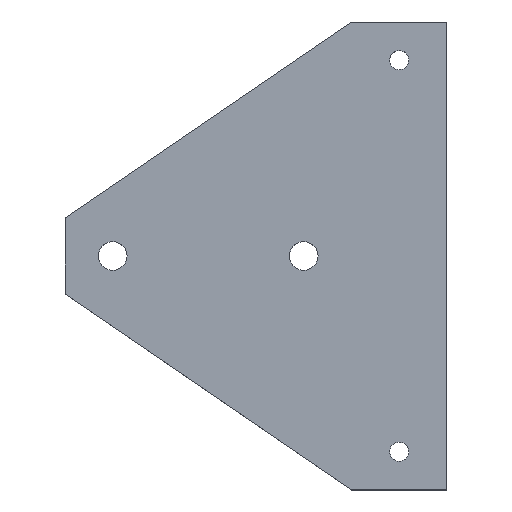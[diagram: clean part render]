
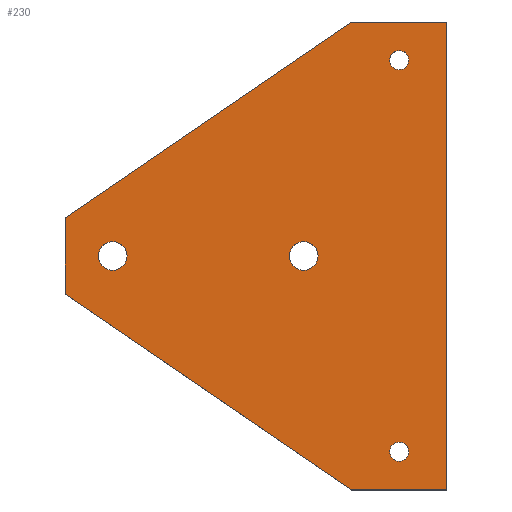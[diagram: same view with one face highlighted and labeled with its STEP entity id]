
A CAD part, top view. The second image highlights one B-rep face of the part: STEP entity #230.
In plain terms, the highlighted planar face has unit normal (0, 0, 1).
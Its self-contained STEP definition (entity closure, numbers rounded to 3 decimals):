
#20=CIRCLE('',#252,1.5);
#22=CIRCLE('',#255,1.);
#24=CIRCLE('',#258,1.);
#26=CIRCLE('',#261,1.5);
#56=ORIENTED_EDGE('',*,*,#96,.F.);
#57=ORIENTED_EDGE('',*,*,#106,.T.);
#58=ORIENTED_EDGE('',*,*,#86,.T.);
#59=ORIENTED_EDGE('',*,*,#90,.T.);
#60=ORIENTED_EDGE('',*,*,#93,.F.);
#61=ORIENTED_EDGE('',*,*,#107,.T.);
#62=ORIENTED_EDGE('',*,*,#102,.F.);
#63=ORIENTED_EDGE('',*,*,#100,.F.);
#64=ORIENTED_EDGE('',*,*,#98,.F.);
#65=ORIENTED_EDGE('',*,*,#104,.F.);
#86=EDGE_CURVE('',#113,#112,#132,.T.);
#90=EDGE_CURVE('',#112,#115,#136,.T.);
#93=EDGE_CURVE('',#117,#115,#139,.T.);
#96=EDGE_CURVE('',#120,#121,#142,.T.);
#98=EDGE_CURVE('',#122,#122,#20,.T.);
#100=EDGE_CURVE('',#124,#124,#22,.T.);
#102=EDGE_CURVE('',#126,#126,#24,.T.);
#104=EDGE_CURVE('',#128,#128,#26,.T.);
#106=EDGE_CURVE('',#120,#113,#144,.T.);
#107=EDGE_CURVE('',#117,#121,#145,.T.);
#112=VERTEX_POINT('',#333);
#113=VERTEX_POINT('',#335);
#115=VERTEX_POINT('',#341);
#117=VERTEX_POINT('',#347);
#120=VERTEX_POINT('',#354);
#121=VERTEX_POINT('',#356);
#122=VERTEX_POINT('',#360);
#124=VERTEX_POINT('',#365);
#126=VERTEX_POINT('',#370);
#128=VERTEX_POINT('',#375);
#132=LINE('',#334,#150);
#136=LINE('',#342,#154);
#139=LINE('',#348,#157);
#142=LINE('',#355,#160);
#144=LINE('',#379,#162);
#145=LINE('',#380,#163);
#150=VECTOR('',#273,1000.);
#154=VECTOR('',#279,1000.);
#157=VECTOR('',#284,1000.);
#160=VECTOR('',#289,1000.);
#162=VECTOR('',#317,1000.);
#163=VECTOR('',#318,1000.);
#178=EDGE_LOOP('',(#56,#57,#58,#59,#60,#61));
#179=EDGE_LOOP('',(#62));
#180=EDGE_LOOP('',(#63));
#181=EDGE_LOOP('',(#64));
#182=EDGE_LOOP('',(#65));
#202=FACE_BOUND('',#178,.T.);
#203=FACE_BOUND('',#179,.T.);
#204=FACE_BOUND('',#180,.T.);
#205=FACE_BOUND('',#181,.T.);
#206=FACE_BOUND('',#182,.T.);
#218=PLANE('',#263);
#230=ADVANCED_FACE('',(#202,#203,#204,#205,#206),#218,.T.);
#252=AXIS2_PLACEMENT_3D('',#359,#293,#294);
#255=AXIS2_PLACEMENT_3D('',#364,#299,#300);
#258=AXIS2_PLACEMENT_3D('',#369,#305,#306);
#261=AXIS2_PLACEMENT_3D('',#374,#311,#312);
#263=AXIS2_PLACEMENT_3D('',#378,#315,#316);
#273=DIRECTION('',(1.,0.,0.));
#279=DIRECTION('',(0.,1.,0.));
#284=DIRECTION('',(1.,0.,0.));
#289=DIRECTION('',(0.,1.,0.));
#293=DIRECTION('',(0.,0.,1.));
#294=DIRECTION('',(1.,0.,0.));
#299=DIRECTION('',(0.,0.,1.));
#300=DIRECTION('',(1.,0.,0.));
#305=DIRECTION('',(0.,0.,1.));
#306=DIRECTION('',(1.,0.,0.));
#311=DIRECTION('',(0.,0.,1.));
#312=DIRECTION('',(1.,0.,0.));
#315=DIRECTION('',(0.,0.,1.));
#316=DIRECTION('',(1.,0.,0.));
#317=DIRECTION('',(0.826,-0.564,0.));
#318=DIRECTION('',(-0.826,-0.564,0.));
#333=CARTESIAN_POINT('',(10.,-20.5,5.));
#334=CARTESIAN_POINT('',(0.,-20.5,5.));
#335=CARTESIAN_POINT('',(0.,-20.5,5.));
#341=CARTESIAN_POINT('',(10.,28.5,5.));
#342=CARTESIAN_POINT('',(10.,0.,5.));
#347=CARTESIAN_POINT('',(0.,28.5,5.));
#348=CARTESIAN_POINT('',(0.,28.5,5.));
#354=CARTESIAN_POINT('',(-30.,0.,5.));
#355=CARTESIAN_POINT('',(-30.,0.,5.));
#356=CARTESIAN_POINT('',(-30.,8.,5.));
#359=CARTESIAN_POINT('',(-5.,4.,5.));
#360=CARTESIAN_POINT('',(-3.5,4.,5.));
#364=CARTESIAN_POINT('',(5.,-16.5,5.));
#365=CARTESIAN_POINT('',(6.,-16.5,5.));
#369=CARTESIAN_POINT('',(5.,24.5,5.));
#370=CARTESIAN_POINT('',(6.,24.5,5.));
#374=CARTESIAN_POINT('',(-25.,4.,5.));
#375=CARTESIAN_POINT('',(-23.5,4.,5.));
#378=CARTESIAN_POINT('',(0.,0.,5.));
#379=CARTESIAN_POINT('',(-9.549,-13.975,5.));
#380=CARTESIAN_POINT('',(-13.276,19.428,5.));
